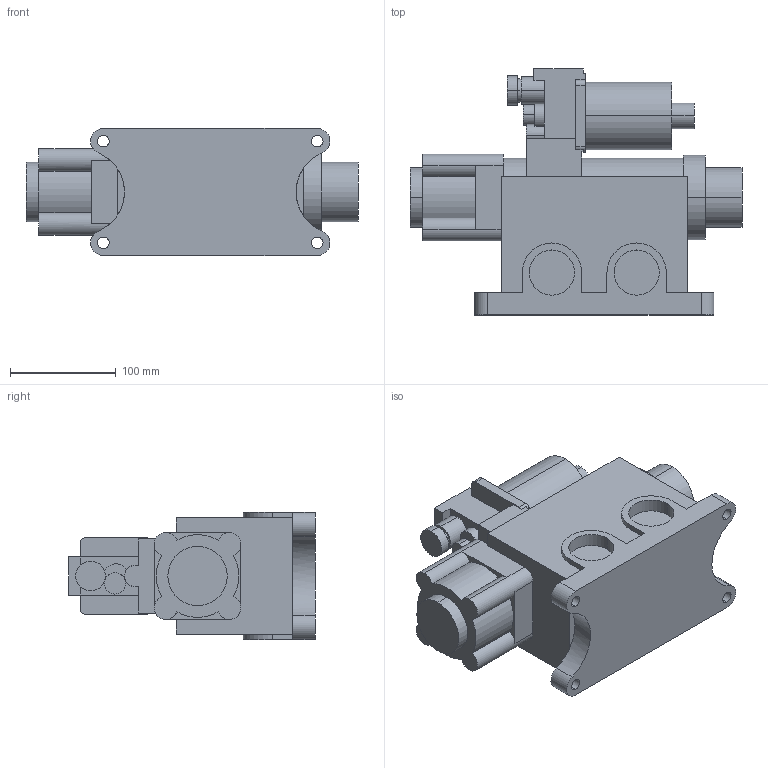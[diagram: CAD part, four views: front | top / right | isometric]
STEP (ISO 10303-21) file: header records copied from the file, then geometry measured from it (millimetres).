
FILE_DESCRIPTION (( 'STEP AP214' ), '1' );
FILE_NAME ('MVS120CD-32A.STEP', '2025-09-02T07:00:46', ( '' ), ( '' ), 'SwSTEP 2.0', 'SolidWorks 2023', '' );
FILE_SCHEMA (( 'AUTOMOTIVE_DESIGN' ));
Length unit declared in the file: millimetre
Products named in the file (1): MVS120CD-32A
Bounding box: 313.5 x 232.5 x 120 mm (x, y, z)
Volume: 3877897.5 mm3; surface area: 222924.5 mm2
Topology: 1 solids, 1 shells, 143 faces, 387 edges, 256 vertices
Faces by surface type: plane 76, cylinder 67
Entity records: 4588 total; most frequent: DIRECTION 831, CARTESIAN_POINT 787, ORIENTED_EDGE 774, EDGE_CURVE 387, AXIS2_PLACEMENT_3D 300, VERTEX_POINT 256, VECTOR 231, LINE 231
